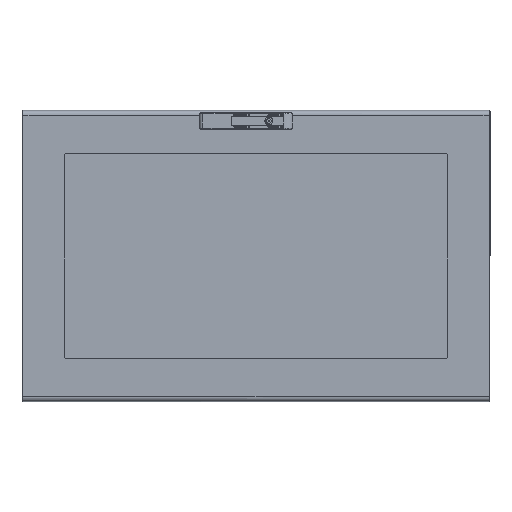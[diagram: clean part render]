
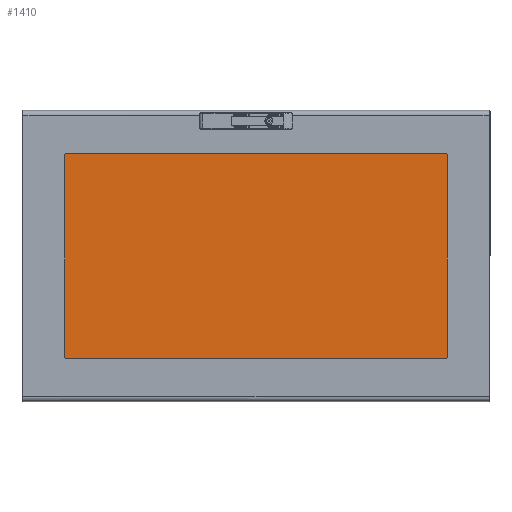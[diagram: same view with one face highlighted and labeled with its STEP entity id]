
A CAD part, top view. The second image highlights one B-rep face of the part: STEP entity #1410.
In plain terms, the highlighted planar face has unit normal (0, 0, 1).
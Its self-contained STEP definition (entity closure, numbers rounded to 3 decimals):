
#1410 = ADVANCED_FACE ( 'NONE', ( #106410 ), #106411, .T. ) ;
#6974 = VECTOR ( 'NONE', #124654, 1000. ) ;
#6978 = VECTOR ( 'NONE', #124664, 1000. ) ;
#6985 = VECTOR ( 'NONE', #124672, 1000. ) ;
#6995 = VECTOR ( 'NONE', #124678, 1000. ) ;
#27471 = CARTESIAN_POINT ( 'NONE',  ( -410., -230., 4. ) ) ;
#27489 = CARTESIAN_POINT ( 'NONE',  ( -410., 230., 4. ) ) ;
#27492 = CARTESIAN_POINT ( 'NONE',  ( 410., -230., 4. ) ) ;
#27504 = CARTESIAN_POINT ( 'NONE',  ( 410., 230., 4. ) ) ;
#80927 = AXIS2_PLACEMENT_3D ( 'NONE', #106402, #106413, #106414 ) ;
#99409 = ORIENTED_EDGE ( 'NONE', *, *, #127649, .T. ) ;
#99410 = ORIENTED_EDGE ( 'NONE', *, *, #127653, .T. ) ;
#99411 = ORIENTED_EDGE ( 'NONE', *, *, #127656, .T. ) ;
#99412 = ORIENTED_EDGE ( 'NONE', *, *, #127658, .T. ) ;
#106402 = CARTESIAN_POINT ( 'NONE',  ( -410., -230., 4. ) ) ;
#106410 = FACE_OUTER_BOUND ( 'NONE', #120946, .T. ) ;
#106411 = PLANE ( 'NONE',  #80927 ) ;
#106413 = DIRECTION ( 'NONE',  ( 0., 0., 1. ) ) ;
#106414 = DIRECTION ( 'NONE',  ( 1., 0., 0. ) ) ;
#115388 = VERTEX_POINT ( 'NONE', #27471 ) ;
#115394 = VERTEX_POINT ( 'NONE', #27489 ) ;
#115395 = VERTEX_POINT ( 'NONE', #27492 ) ;
#115399 = VERTEX_POINT ( 'NONE', #27504 ) ;
#120946 = EDGE_LOOP ( 'NONE', ( #99409, #99410, #99411, #99412 ) ) ;
#124641 = LINE ( 'NONE', #124652, #6974 ) ;
#124650 = LINE ( 'NONE', #124663, #6978 ) ;
#124652 = CARTESIAN_POINT ( 'NONE',  ( -410., 230., 4. ) ) ;
#124653 = LINE ( 'NONE', #124671, #6985 ) ;
#124654 = DIRECTION ( 'NONE',  ( 0., -1., 0. ) ) ;
#124663 = CARTESIAN_POINT ( 'NONE',  ( -410., -230., 4. ) ) ;
#124664 = DIRECTION ( 'NONE',  ( 1., 0., 0. ) ) ;
#124671 = CARTESIAN_POINT ( 'NONE',  ( 410., 230., 4. ) ) ;
#124672 = DIRECTION ( 'NONE',  ( 0., 1., 0. ) ) ;
#124676 = LINE ( 'NONE', #124677, #6995 ) ;
#124677 = CARTESIAN_POINT ( 'NONE',  ( -410., 230., 4. ) ) ;
#124678 = DIRECTION ( 'NONE',  ( -1., 0., 0. ) ) ;
#127649 = EDGE_CURVE ( 'NONE', #115394, #115388, #124641, .T. ) ;
#127653 = EDGE_CURVE ( 'NONE', #115388, #115395, #124650, .T. ) ;
#127656 = EDGE_CURVE ( 'NONE', #115395, #115399, #124653, .T. ) ;
#127658 = EDGE_CURVE ( 'NONE', #115399, #115394, #124676, .T. ) ;
